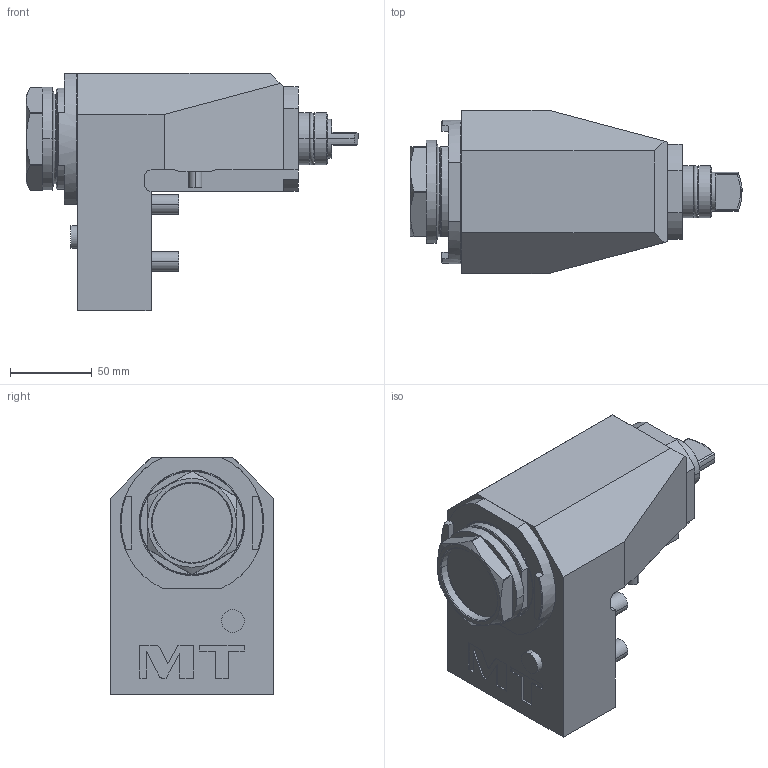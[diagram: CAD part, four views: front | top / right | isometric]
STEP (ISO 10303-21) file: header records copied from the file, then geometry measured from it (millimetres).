
FILE_DESCRIPTION((''),'2;1');
FILE_NAME('MSL0290250_CONF','2023-02-27T14:52:32',('sterribile'),('M.T. srl'),'CREO PARAMETRIC BY PTC INC, 2021072','CREO PARAMETRIC BY PTC INC, 2021072','');
FILE_SCHEMA(('CONFIG_CONTROL_DESIGN'));
Length unit declared in the file: millimetre
Products named in the file (1): MSL0290250_CONF
Bounding box: 203.11 x 100 x 145 mm (x, y, z)
Volume: 1181068.8 mm3; surface area: 106770.5 mm2
Topology: 2 solids, 2 shells, 220 faces, 545 edges, 354 vertices
Faces by surface type: plane 112, cylinder 70, cone 26, torus 10, extrusion 2
Entity records: 6871 total; most frequent: CARTESIAN_POINT 1491, DIRECTION 1139, ORIENTED_EDGE 1090, EDGE_CURVE 545, AXIS2_PLACEMENT_3D 416, VERTEX_POINT 354, VECTOR 307, LINE 305
